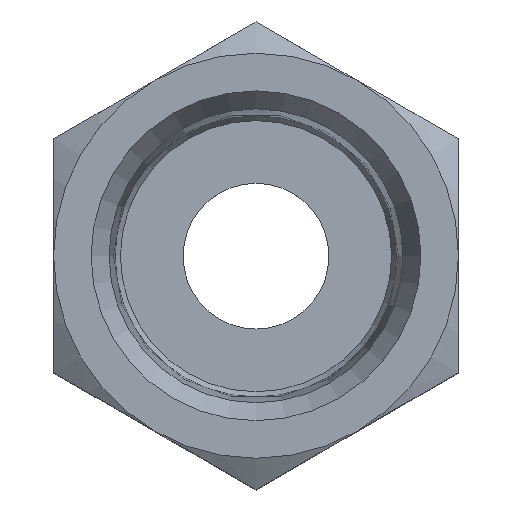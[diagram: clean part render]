
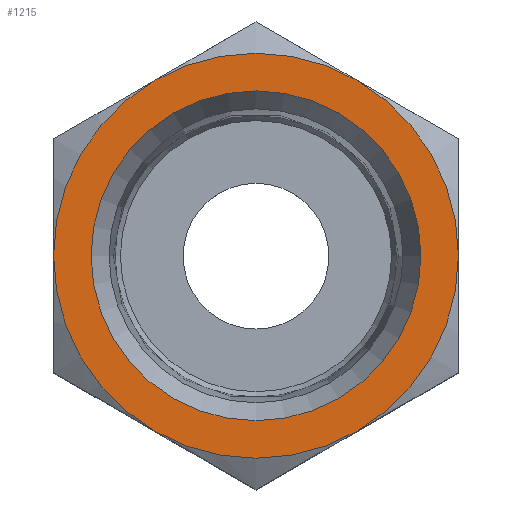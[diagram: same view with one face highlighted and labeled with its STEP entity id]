
A CAD part, top view. The second image highlights one B-rep face of the part: STEP entity #1215.
In plain terms, the highlighted planar face has unit normal (0, 0, 1).
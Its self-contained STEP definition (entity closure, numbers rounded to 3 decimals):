
#71=PLANE('',#1291);
#96=CIRCLE('',#1265,11.11);
#97=CIRCLE('',#1267,11.11);
#98=CIRCLE('',#1269,11.11);
#99=CIRCLE('',#1271,11.11);
#100=CIRCLE('',#1273,11.11);
#101=CIRCLE('',#1275,11.11);
#110=CIRCLE('',#1292,9.049);
#178=ORIENTED_EDGE('',*,*,#380,.F.);
#179=ORIENTED_EDGE('',*,*,#376,.F.);
#180=ORIENTED_EDGE('',*,*,#374,.F.);
#181=ORIENTED_EDGE('',*,*,#388,.F.);
#182=ORIENTED_EDGE('',*,*,#385,.F.);
#183=ORIENTED_EDGE('',*,*,#382,.F.);
#184=ORIENTED_EDGE('',*,*,#410,.T.);
#374=EDGE_CURVE('',#490,#489,#96,.T.);
#376=EDGE_CURVE('',#489,#492,#97,.T.);
#380=EDGE_CURVE('',#492,#494,#98,.T.);
#382=EDGE_CURVE('',#494,#496,#99,.T.);
#385=EDGE_CURVE('',#496,#498,#100,.T.);
#388=EDGE_CURVE('',#498,#490,#101,.T.);
#410=EDGE_CURVE('',#514,#514,#110,.T.);
#489=VERTEX_POINT('',#1600);
#490=VERTEX_POINT('',#1605);
#492=VERTEX_POINT('',#1614);
#494=VERTEX_POINT('',#1625);
#496=VERTEX_POINT('',#1638);
#498=VERTEX_POINT('',#1650);
#514=VERTEX_POINT('',#1745);
#630=EDGE_LOOP('',(#178,#179,#180,#181,#182,#183));
#631=EDGE_LOOP('',(#184));
#708=FACE_BOUND('',#630,.T.);
#709=FACE_BOUND('',#631,.T.);
#1215=ADVANCED_FACE('',(#708,#709),#71,.F.);
#1265=AXIS2_PLACEMENT_3D('',#1606,#1369,#1370);
#1267=AXIS2_PLACEMENT_3D('',#1613,#1373,#1374);
#1269=AXIS2_PLACEMENT_3D('',#1630,#1377,#1378);
#1271=AXIS2_PLACEMENT_3D('',#1637,#1381,#1382);
#1273=AXIS2_PLACEMENT_3D('',#1649,#1385,#1386);
#1275=AXIS2_PLACEMENT_3D('',#1661,#1389,#1390);
#1291=AXIS2_PLACEMENT_3D('',#1743,#1421,#1422);
#1292=AXIS2_PLACEMENT_3D('',#1744,#1423,#1424);
#1369=DIRECTION('',(0.,0.,-1.));
#1370=DIRECTION('',(-1.,0.,0.));
#1373=DIRECTION('',(0.,0.,-1.));
#1374=DIRECTION('',(-1.,0.,0.));
#1377=DIRECTION('',(0.,0.,-1.));
#1378=DIRECTION('',(-1.,0.,0.));
#1381=DIRECTION('',(0.,0.,-1.));
#1382=DIRECTION('',(-1.,0.,0.));
#1385=DIRECTION('',(0.,0.,-1.));
#1386=DIRECTION('',(-1.,0.,0.));
#1389=DIRECTION('',(0.,0.,-1.));
#1390=DIRECTION('',(-1.,0.,0.));
#1421=DIRECTION('',(0.,0.,-1.));
#1422=DIRECTION('',(-1.,0.,0.));
#1423=DIRECTION('',(0.,0.,-1.));
#1424=DIRECTION('',(-1.,0.,0.));
#1600=CARTESIAN_POINT('',(-11.11,0.,34.));
#1605=CARTESIAN_POINT('',(-5.555,-9.622,34.));
#1606=CARTESIAN_POINT('',(0.,0.,34.));
#1613=CARTESIAN_POINT('',(0.,0.,34.));
#1614=CARTESIAN_POINT('',(-5.555,9.622,34.));
#1625=CARTESIAN_POINT('',(5.555,9.622,34.));
#1630=CARTESIAN_POINT('',(0.,0.,34.));
#1637=CARTESIAN_POINT('',(0.,0.,34.));
#1638=CARTESIAN_POINT('',(11.11,0.,34.));
#1649=CARTESIAN_POINT('',(0.,0.,34.));
#1650=CARTESIAN_POINT('',(5.555,-9.622,34.));
#1661=CARTESIAN_POINT('',(0.,0.,34.));
#1743=CARTESIAN_POINT('',(0.,0.,34.));
#1744=CARTESIAN_POINT('',(0.,0.,34.));
#1745=CARTESIAN_POINT('',(-9.049,0.,34.));
